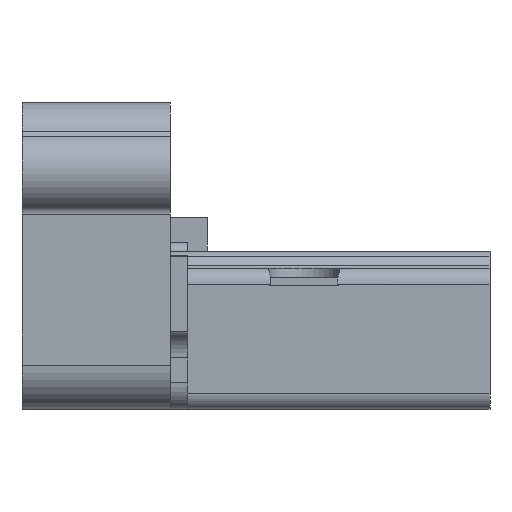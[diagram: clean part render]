
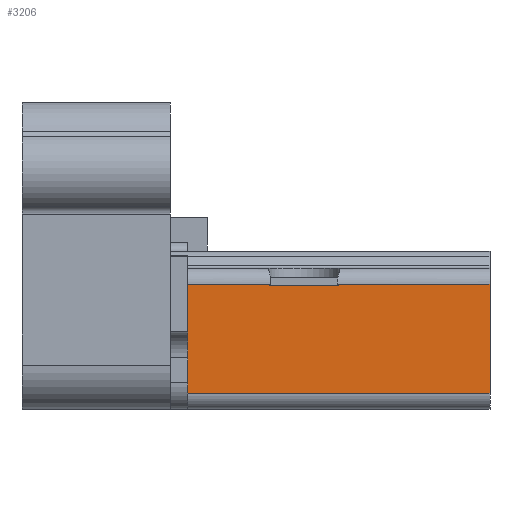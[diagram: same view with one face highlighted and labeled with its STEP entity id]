
A CAD part, left-side view. The second image highlights one B-rep face of the part: STEP entity #3206.
In plain terms, the highlighted planar face has unit normal (-1, 0, 0).
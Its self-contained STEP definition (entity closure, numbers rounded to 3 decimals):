
#66=PLANE('',#3527);
#192=FACE_OUTER_BOUND('',#367,.T.);
#367=EDGE_LOOP('',(#2624,#2625,#2626,#2627,#2628,#2629,#2630,#2631,#2632,
#2633));
#529=LINE('',#4863,#858);
#593=LINE('',#5053,#922);
#610=LINE('',#5118,#939);
#611=LINE('',#5148,#940);
#612=LINE('',#5162,#941);
#618=LINE('',#5173,#947);
#619=LINE('',#5176,#948);
#684=LINE('',#5374,#1013);
#685=LINE('',#5376,#1014);
#686=LINE('',#5377,#1015);
#858=VECTOR('',#3856,10.);
#922=VECTOR('',#4026,10.);
#939=VECTOR('',#4071,10.);
#940=VECTOR('',#4078,10.);
#941=VECTOR('',#4083,10.);
#947=VECTOR('',#4093,10.);
#948=VECTOR('',#4098,10.);
#1013=VECTOR('',#4293,10.);
#1014=VECTOR('',#4294,10.);
#1015=VECTOR('',#4295,10.);
#1391=VERTEX_POINT('',#4860);
#1392=VERTEX_POINT('',#4862);
#1464=VERTEX_POINT('',#5050);
#1465=VERTEX_POINT('',#5052);
#1487=VERTEX_POINT('',#5105);
#1489=VERTEX_POINT('',#5117);
#1494=VERTEX_POINT('',#5145);
#1495=VERTEX_POINT('',#5147);
#1499=VERTEX_POINT('',#5172);
#1568=VERTEX_POINT('',#5375);
#1729=EDGE_CURVE('',#1391,#1392,#529,.T.);
#1825=EDGE_CURVE('',#1464,#1465,#593,.T.);
#1853=EDGE_CURVE('',#1489,#1487,#610,.T.);
#1859=EDGE_CURVE('',#1495,#1494,#611,.T.);
#1862=EDGE_CURVE('',#1494,#1489,#612,.T.);
#1868=EDGE_CURVE('',#1495,#1499,#618,.T.);
#1870=EDGE_CURVE('',#1392,#1487,#619,.T.);
#1969=EDGE_CURVE('',#1391,#1465,#684,.T.);
#1970=EDGE_CURVE('',#1464,#1568,#685,.T.);
#1971=EDGE_CURVE('',#1499,#1568,#686,.T.);
#2624=ORIENTED_EDGE('',*,*,#1853,.T.);
#2625=ORIENTED_EDGE('',*,*,#1870,.F.);
#2626=ORIENTED_EDGE('',*,*,#1729,.F.);
#2627=ORIENTED_EDGE('',*,*,#1969,.T.);
#2628=ORIENTED_EDGE('',*,*,#1825,.F.);
#2629=ORIENTED_EDGE('',*,*,#1970,.T.);
#2630=ORIENTED_EDGE('',*,*,#1971,.F.);
#2631=ORIENTED_EDGE('',*,*,#1868,.F.);
#2632=ORIENTED_EDGE('',*,*,#1859,.T.);
#2633=ORIENTED_EDGE('',*,*,#1862,.T.);
#3206=ADVANCED_FACE('',(#192),#66,.T.);
#3527=AXIS2_PLACEMENT_3D('',#5373,#4291,#4292);
#3856=DIRECTION('',(0.,0.,1.));
#4026=DIRECTION('',(0.,0.,1.));
#4071=DIRECTION('',(0.,0.,1.));
#4078=DIRECTION('',(0.,0.,-1.));
#4083=DIRECTION('',(0.,1.,0.));
#4093=DIRECTION('',(0.,-1.,0.));
#4098=DIRECTION('',(0.,-1.,0.));
#4291=DIRECTION('center_axis',(-1.,0.,0.));
#4292=DIRECTION('ref_axis',(0.,0.,-1.));
#4293=DIRECTION('',(0.,-1.,0.));
#4294=DIRECTION('',(0.,-1.,0.));
#4295=DIRECTION('',(0.,0.,-1.));
#4860=CARTESIAN_POINT('',(111.31,145.165,-13.65));
#4862=CARTESIAN_POINT('',(111.31,145.165,-7.841));
#4863=CARTESIAN_POINT('',(111.31,145.165,-6.245));
#5050=CARTESIAN_POINT('',(111.31,143.165,-20.199));
#5052=CARTESIAN_POINT('',(111.31,143.165,-13.65));
#5053=CARTESIAN_POINT('',(111.31,143.165,-9.495));
#5105=CARTESIAN_POINT('',(111.31,133.778,-7.841));
#5117=CARTESIAN_POINT('',(111.31,133.778,-8.041));
#5118=CARTESIAN_POINT('',(111.31,133.778,-6.041));
#5145=CARTESIAN_POINT('',(111.31,126.222,-8.041));
#5147=CARTESIAN_POINT('',(111.31,126.222,-7.841));
#5148=CARTESIAN_POINT('',(111.31,126.222,-6.041));
#5162=CARTESIAN_POINT('',(111.31,137.583,-8.041));
#5172=CARTESIAN_POINT('',(111.31,108.965,-7.841));
#5173=CARTESIAN_POINT('',(111.31,145.165,-7.841));
#5176=CARTESIAN_POINT('',(111.31,145.165,-7.841));
#5373=CARTESIAN_POINT('Origin',(111.31,145.165,-7.841));
#5374=CARTESIAN_POINT('',(111.31,145.165,-13.65));
#5375=CARTESIAN_POINT('',(111.31,108.965,-20.199));
#5376=CARTESIAN_POINT('',(111.31,143.165,-20.199));
#5377=CARTESIAN_POINT('',(111.31,108.965,-7.841));
